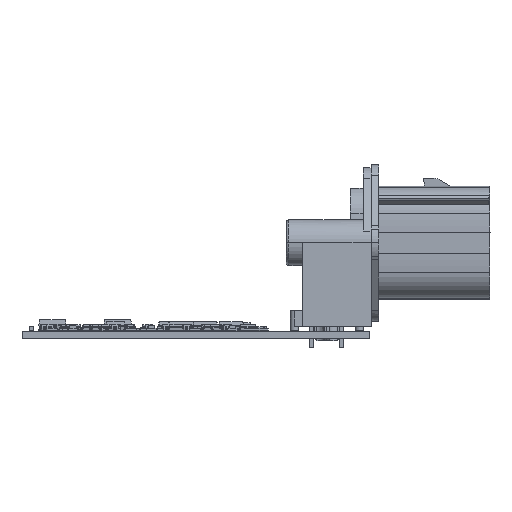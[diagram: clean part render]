
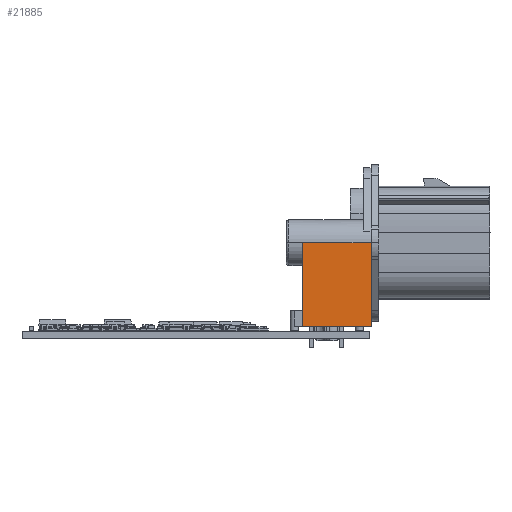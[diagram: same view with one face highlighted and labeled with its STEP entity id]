
A CAD part, left-side view. The second image highlights one B-rep face of the part: STEP entity #21885.
In plain terms, the highlighted face is planar.
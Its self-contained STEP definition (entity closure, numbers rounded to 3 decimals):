
#13017 = VERTEX_POINT('',#13018);
#13018 = CARTESIAN_POINT('',(63.961,20.64,
    -32.366));
#13096 = EDGE_CURVE('',#13017,#13097,#13099,.T.);
#13097 = VERTEX_POINT('',#13098);
#13098 = CARTESIAN_POINT('',(63.961,4.638,
    -32.366));
#13099 = LINE('',#13100,#13101);
#13100 = CARTESIAN_POINT('',(63.961,20.64,
    -32.366));
#13101 = VECTOR('',#13102,1.);
#13102 = DIRECTION('',(0.,-1.,0.));
#21688 = VERTEX_POINT('',#21689);
#21689 = CARTESIAN_POINT('',(63.961,17.951,
    -16.079));
#21695 = EDGE_CURVE('',#21688,#21696,#21698,.T.);
#21696 = VERTEX_POINT('',#21697);
#21697 = CARTESIAN_POINT('',(63.961,17.951,
    -32.305));
#21698 = LINE('',#21699,#21700);
#21699 = CARTESIAN_POINT('',(63.961,17.951,
    -16.079));
#21700 = VECTOR('',#21701,1.);
#21701 = DIRECTION('',(0.,0.,
    -1.));
#21814 = EDGE_CURVE('',#21696,#21815,#21817,.T.);
#21815 = VERTEX_POINT('',#21816);
#21816 = CARTESIAN_POINT('',(63.961,20.64,
    -32.305));
#21817 = LINE('',#21818,#21819);
#21818 = CARTESIAN_POINT('',(63.961,17.951,
    -32.305));
#21819 = VECTOR('',#21820,1.);
#21820 = DIRECTION('',(0.,1.,0.));
#21875 = EDGE_CURVE('',#21815,#13017,#21876,.T.);
#21876 = LINE('',#21877,#21878);
#21877 = CARTESIAN_POINT('',(63.961,20.64,
    -32.305));
#21878 = VECTOR('',#21879,1.);
#21879 = DIRECTION('',(0.,0.,
    -1.));
#21885 = ADVANCED_FACE('',(#21886),#21914,.F.);
#21886 = FACE_BOUND('',#21887,.F.);
#21887 = EDGE_LOOP('',(#21888,#21889,#21890,#21898,#21906,#21912,#21913)
  );
#21888 = ORIENTED_EDGE('',*,*,#21875,.T.);
#21889 = ORIENTED_EDGE('',*,*,#13096,.T.);
#21890 = ORIENTED_EDGE('',*,*,#21891,.F.);
#21891 = EDGE_CURVE('',#21892,#13097,#21894,.T.);
#21892 = VERTEX_POINT('',#21893);
#21893 = CARTESIAN_POINT('',(63.961,4.638,
    -29.853));
#21894 = LINE('',#21895,#21896);
#21895 = CARTESIAN_POINT('',(63.961,4.638,
    -29.853));
#21896 = VECTOR('',#21897,1.);
#21897 = DIRECTION('',(0.,0.,
    -1.));
#21898 = ORIENTED_EDGE('',*,*,#21899,.T.);
#21899 = EDGE_CURVE('',#21892,#21900,#21902,.T.);
#21900 = VERTEX_POINT('',#21901);
#21901 = CARTESIAN_POINT('',(63.961,4.638,
    -16.079));
#21902 = LINE('',#21903,#21904);
#21903 = CARTESIAN_POINT('',(63.961,4.638,
    -29.853));
#21904 = VECTOR('',#21905,1.);
#21905 = DIRECTION('',(0.,0.,
    1.));
#21906 = ORIENTED_EDGE('',*,*,#21907,.F.);
#21907 = EDGE_CURVE('',#21688,#21900,#21908,.T.);
#21908 = LINE('',#21909,#21910);
#21909 = CARTESIAN_POINT('',(63.961,17.951,
    -16.079));
#21910 = VECTOR('',#21911,1.);
#21911 = DIRECTION('',(0.,-1.,0.));
#21912 = ORIENTED_EDGE('',*,*,#21695,.T.);
#21913 = ORIENTED_EDGE('',*,*,#21814,.T.);
#21914 = PLANE('',#21915);
#21915 = AXIS2_PLACEMENT_3D('',#21916,#21917,#21918);
#21916 = CARTESIAN_POINT('',(63.961,2.987,
    -7.038));
#21917 = DIRECTION('',(-1.,0.,
    0.));
#21918 = DIRECTION('',(0.,0.,1.));
